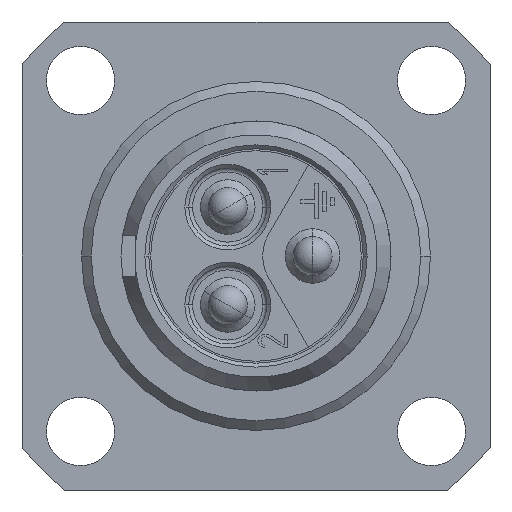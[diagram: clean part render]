
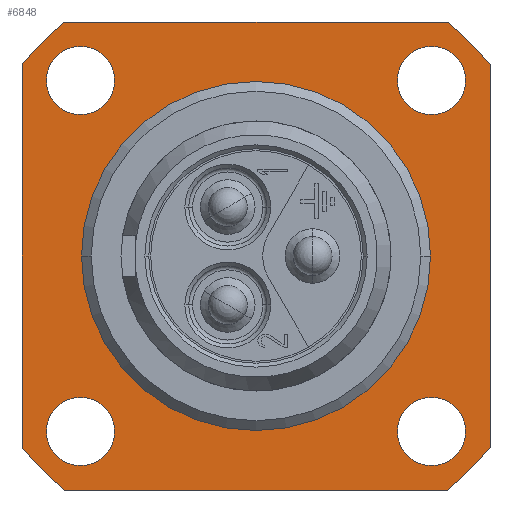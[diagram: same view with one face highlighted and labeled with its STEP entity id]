
A CAD part, left-side view. The second image highlights one B-rep face of the part: STEP entity #6848.
In plain terms, the highlighted planar face has unit normal (-1, 0, 0).
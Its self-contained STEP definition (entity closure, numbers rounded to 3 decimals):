
#301=CARTESIAN_POINT('',(0.7,0.,0.));
#302=DIRECTION('',(1.,0.,0.));
#303=DIRECTION('',(0.,1.,0.));
#304=AXIS2_PLACEMENT_3D('',#301,#302,#303);
#314=CARTESIAN_POINT('',(0.7,0.,0.));
#315=DIRECTION('',(1.,0.,0.));
#316=DIRECTION('',(0.,-1.,0.));
#317=AXIS2_PLACEMENT_3D('',#314,#315,#316);
#319=DIRECTION('',(0.,1.,0.));
#320=VECTOR('',#319,19.621);
#321=CARTESIAN_POINT('',(0.7,-9.811,12.));
#322=LINE('703',#321,#320);
#323=CARTESIAN_POINT('',(0.7,0.,0.));
#324=DIRECTION('',(1.,0.,0.));
#325=DIRECTION('',(0.,-0.633,0.774));
#326=AXIS2_PLACEMENT_3D('',#323,#324,#325);
#328=DIRECTION('',(0.,0.,1.));
#329=VECTOR('',#328,19.621);
#330=CARTESIAN_POINT('',(0.7,-12.,-9.811));
#331=LINE('704',#330,#329);
#332=CARTESIAN_POINT('',(0.7,0.,0.));
#333=DIRECTION('',(1.,0.,0.));
#334=DIRECTION('',(0.,-0.774,-0.633));
#335=AXIS2_PLACEMENT_3D('',#332,#333,#334);
#337=DIRECTION('',(0.,-1.,0.));
#338=VECTOR('',#337,19.621);
#339=CARTESIAN_POINT('',(0.7,9.811,-12.));
#340=LINE('705',#339,#338);
#341=CARTESIAN_POINT('',(0.7,0.,0.));
#342=DIRECTION('',(1.,0.,0.));
#343=DIRECTION('',(0.,0.633,-0.774));
#344=AXIS2_PLACEMENT_3D('',#341,#342,#343);
#346=DIRECTION('',(0.,0.,-1.));
#347=VECTOR('',#346,19.621);
#348=CARTESIAN_POINT('',(0.7,12.,9.811));
#349=LINE('706',#348,#347);
#350=CARTESIAN_POINT('',(0.7,0.,0.));
#351=DIRECTION('',(1.,0.,0.));
#352=DIRECTION('',(0.,0.774,0.633));
#353=AXIS2_PLACEMENT_3D('',#350,#351,#352);
#355=CARTESIAN_POINT('',(0.7,9.,-9.));
#356=DIRECTION('',(-1.,0.,0.));
#357=DIRECTION('',(0.,0.,-1.));
#358=AXIS2_PLACEMENT_3D('',#355,#356,#357);
#360=CARTESIAN_POINT('',(0.7,9.,-9.));
#361=DIRECTION('',(-1.,0.,0.));
#362=DIRECTION('',(0.,0.,1.));
#363=AXIS2_PLACEMENT_3D('',#360,#361,#362);
#365=CARTESIAN_POINT('',(0.7,9.,9.));
#366=DIRECTION('',(-1.,0.,0.));
#367=DIRECTION('',(0.,0.,-1.));
#368=AXIS2_PLACEMENT_3D('',#365,#366,#367);
#370=CARTESIAN_POINT('',(0.7,9.,9.));
#371=DIRECTION('',(-1.,0.,0.));
#372=DIRECTION('',(0.,0.,1.));
#373=AXIS2_PLACEMENT_3D('',#370,#371,#372);
#375=CARTESIAN_POINT('',(0.7,-9.,-9.));
#376=DIRECTION('',(-1.,0.,0.));
#377=DIRECTION('',(0.,0.,-1.));
#378=AXIS2_PLACEMENT_3D('',#375,#376,#377);
#380=CARTESIAN_POINT('',(0.7,-9.,-9.));
#381=DIRECTION('',(-1.,0.,0.));
#382=DIRECTION('',(0.,0.,1.));
#383=AXIS2_PLACEMENT_3D('',#380,#381,#382);
#385=CARTESIAN_POINT('',(0.7,-9.,9.));
#386=DIRECTION('',(-1.,0.,0.));
#387=DIRECTION('',(0.,0.,-1.));
#388=AXIS2_PLACEMENT_3D('',#385,#386,#387);
#390=CARTESIAN_POINT('',(0.7,-9.,9.));
#391=DIRECTION('',(-1.,0.,0.));
#392=DIRECTION('',(0.,0.,1.));
#393=AXIS2_PLACEMENT_3D('',#390,#391,#392);
#5257=CARTESIAN_POINT('',(0.7,8.95,0.));
#5258=VERTEX_POINT('',#5257);
#5259=CARTESIAN_POINT('',(0.7,-8.95,0.));
#5260=VERTEX_POINT('',#5259);
#5277=CARTESIAN_POINT('',(0.7,9.,-10.75));
#5278=CARTESIAN_POINT('',(0.7,9.,-7.25));
#5279=VERTEX_POINT('',#5277);
#5280=VERTEX_POINT('',#5278);
#5281=CARTESIAN_POINT('',(0.7,9.,7.25));
#5282=CARTESIAN_POINT('',(0.7,9.,10.75));
#5283=VERTEX_POINT('',#5281);
#5284=VERTEX_POINT('',#5282);
#5285=CARTESIAN_POINT('',(0.7,-9.,-10.75));
#5286=CARTESIAN_POINT('',(0.7,-9.,-7.25));
#5287=VERTEX_POINT('',#5285);
#5288=VERTEX_POINT('',#5286);
#5289=CARTESIAN_POINT('',(0.7,-9.,7.25));
#5290=CARTESIAN_POINT('',(0.7,-9.,10.75));
#5291=VERTEX_POINT('',#5289);
#5292=VERTEX_POINT('',#5290);
#5405=CARTESIAN_POINT('',(0.7,-9.811,12.));
#5406=CARTESIAN_POINT('',(0.7,9.811,12.));
#5407=VERTEX_POINT('',#5405);
#5408=VERTEX_POINT('',#5406);
#5409=CARTESIAN_POINT('',(0.7,-12.,-9.811));
#5410=CARTESIAN_POINT('',(0.7,-12.,9.811));
#5411=VERTEX_POINT('',#5409);
#5412=VERTEX_POINT('',#5410);
#5413=CARTESIAN_POINT('',(0.7,9.811,-12.));
#5414=CARTESIAN_POINT('',(0.7,-9.811,-12.));
#5415=VERTEX_POINT('',#5413);
#5416=VERTEX_POINT('',#5414);
#5417=CARTESIAN_POINT('',(0.7,12.,9.811));
#5418=CARTESIAN_POINT('',(0.7,12.,-9.811));
#5419=VERTEX_POINT('',#5417);
#5420=VERTEX_POINT('',#5418);
#6797=CARTESIAN_POINT('',(0.7,0.,0.));
#6798=DIRECTION('',(1.,0.,0.));
#6799=DIRECTION('',(0.,0.,-1.));
#6800=AXIS2_PLACEMENT_3D('',#6797,#6798,#6799);
#6801=PLANE('286',#6800);
#6803=ORIENTED_EDGE('703',*,*,#6802,.F.);
#6805=ORIENTED_EDGE('754',*,*,#6804,.T.);
#6807=ORIENTED_EDGE('704',*,*,#6806,.F.);
#6809=ORIENTED_EDGE('753',*,*,#6808,.T.);
#6811=ORIENTED_EDGE('705',*,*,#6810,.F.);
#6813=ORIENTED_EDGE('752',*,*,#6812,.T.);
#6815=ORIENTED_EDGE('706',*,*,#6814,.F.);
#6817=ORIENTED_EDGE('741',*,*,#6816,.T.);
#6818=EDGE_LOOP('286',(#6803,#6805,#6807,#6809,#6811,#6813,#6815,#6817));
#6819=FACE_OUTER_BOUND('286',#6818,.F.);
#6821=ORIENTED_EDGE('607',*,*,#6820,.T.);
#6823=ORIENTED_EDGE('608',*,*,#6822,.T.);
#6824=EDGE_LOOP('286',(#6821,#6823));
#6825=FACE_BOUND('286',#6824,.F.);
#6827=ORIENTED_EDGE('609',*,*,#6826,.T.);
#6829=ORIENTED_EDGE('610',*,*,#6828,.T.);
#6830=EDGE_LOOP('286',(#6827,#6829));
#6831=FACE_BOUND('286',#6830,.F.);
#6833=ORIENTED_EDGE('611',*,*,#6832,.T.);
#6835=ORIENTED_EDGE('612',*,*,#6834,.T.);
#6836=EDGE_LOOP('286',(#6833,#6835));
#6837=FACE_BOUND('286',#6836,.F.);
#6839=ORIENTED_EDGE('613',*,*,#6838,.T.);
#6841=ORIENTED_EDGE('614',*,*,#6840,.T.);
#6842=EDGE_LOOP('286',(#6839,#6841));
#6843=FACE_BOUND('286',#6842,.F.);
#6844=ORIENTED_EDGE('597',*,*,#6762,.F.);
#6845=ORIENTED_EDGE('598',*,*,#6785,.F.);
#6846=EDGE_LOOP('286',(#6844,#6845));
#6847=FACE_BOUND('286',#6846,.F.);
#305=CIRCLE('597',#304,8.95);
#318=CIRCLE('598',#317,8.95);
#327=CIRCLE('754',#326,15.5);
#336=CIRCLE('753',#335,15.5);
#345=CIRCLE('752',#344,15.5);
#354=CIRCLE('741',#353,15.5);
#359=CIRCLE('607',#358,1.75);
#364=CIRCLE('608',#363,1.75);
#369=CIRCLE('609',#368,1.75);
#374=CIRCLE('610',#373,1.75);
#379=CIRCLE('611',#378,1.75);
#384=CIRCLE('612',#383,1.75);
#389=CIRCLE('613',#388,1.75);
#394=CIRCLE('614',#393,1.75);
#6762=EDGE_CURVE('597',#5258,#5260,#305,.T.);
#6785=EDGE_CURVE('598',#5260,#5258,#318,.T.);
#6802=EDGE_CURVE('703',#5407,#5408,#322,.T.);
#6804=EDGE_CURVE('754',#5407,#5412,#327,.T.);
#6806=EDGE_CURVE('704',#5411,#5412,#331,.T.);
#6808=EDGE_CURVE('753',#5411,#5416,#336,.T.);
#6810=EDGE_CURVE('705',#5415,#5416,#340,.T.);
#6812=EDGE_CURVE('752',#5415,#5420,#345,.T.);
#6814=EDGE_CURVE('706',#5419,#5420,#349,.T.);
#6816=EDGE_CURVE('741',#5419,#5408,#354,.T.);
#6820=EDGE_CURVE('607',#5279,#5280,#359,.T.);
#6822=EDGE_CURVE('608',#5280,#5279,#364,.T.);
#6826=EDGE_CURVE('609',#5283,#5284,#369,.T.);
#6828=EDGE_CURVE('610',#5284,#5283,#374,.T.);
#6832=EDGE_CURVE('611',#5287,#5288,#379,.T.);
#6834=EDGE_CURVE('612',#5288,#5287,#384,.T.);
#6838=EDGE_CURVE('613',#5291,#5292,#389,.T.);
#6840=EDGE_CURVE('614',#5292,#5291,#394,.T.);
#6848=ADVANCED_FACE('286',(#6819,#6825,#6831,#6837,#6843,#6847),#6801,.F.);
